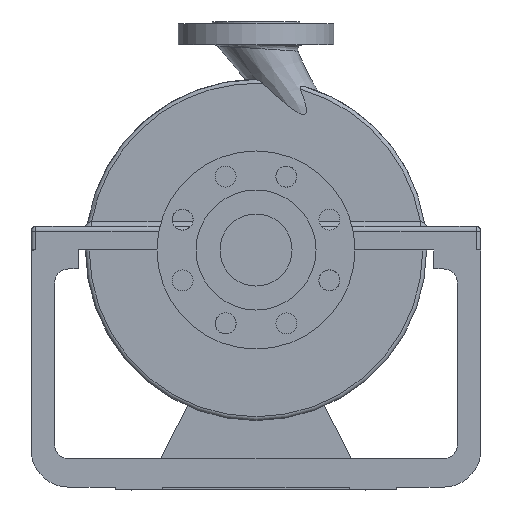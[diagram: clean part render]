
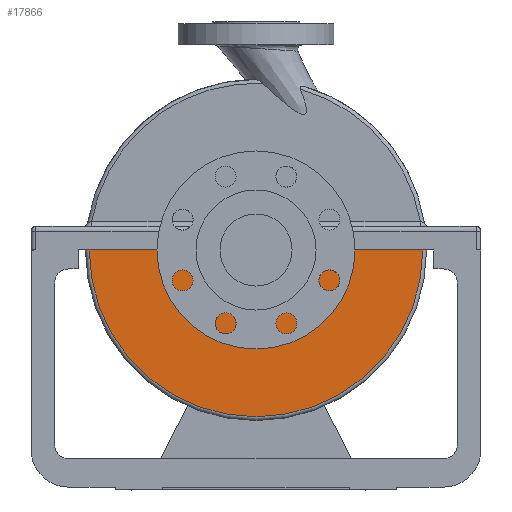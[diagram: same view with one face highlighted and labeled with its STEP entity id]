
A CAD part, front view. The second image highlights one B-rep face of the part: STEP entity #17866.
In plain terms, the highlighted planar face has unit normal (0, -1, 0).
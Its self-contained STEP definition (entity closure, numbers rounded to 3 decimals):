
#1201=CIRCLE('',#18733,176.5);
#1202=CIRCLE('',#18734,67.071);
#1754=ORIENTED_EDGE('',*,*,#5548,.T.);
#1755=ORIENTED_EDGE('',*,*,#5482,.F.);
#1756=ORIENTED_EDGE('',*,*,#5549,.T.);
#1757=ORIENTED_EDGE('',*,*,#5492,.F.);
#5482=EDGE_CURVE('',#7381,#7382,#8538,.T.);
#5492=EDGE_CURVE('',#7391,#7392,#8544,.T.);
#5548=EDGE_CURVE('',#7391,#7382,#1201,.T.);
#5549=EDGE_CURVE('',#7381,#7392,#1202,.F.);
#7381=VERTEX_POINT('',#23297);
#7382=VERTEX_POINT('',#23299);
#7391=VERTEX_POINT('',#23318);
#7392=VERTEX_POINT('',#23320);
#8538=LINE('',#23298,#9323);
#8544=LINE('',#23319,#9329);
#9323=VECTOR('',#19957,1000.);
#9329=VECTOR('',#19973,1000.);
#10148=EDGE_LOOP('',(#1754,#1755,#1756,#1757));
#11063=FACE_BOUND('',#10148,.T.);
#11939=PLANE('',#18732);
#17866=ADVANCED_FACE('',(#11063),#11939,.T.);
#18732=AXIS2_PLACEMENT_3D('',#23734,#20086,#20087);
#18733=AXIS2_PLACEMENT_3D('',#23735,#20088,#20089);
#18734=AXIS2_PLACEMENT_3D('',#23736,#20090,#20091);
#19957=DIRECTION('',(1.,0.,0.));
#19973=DIRECTION('',(1.,0.,0.));
#20086=DIRECTION('',(0.,-1.,0.));
#20087=DIRECTION('',(1.,0.,0.));
#20088=DIRECTION('',(0.,-1.,0.));
#20089=DIRECTION('',(1.,0.,0.));
#20090=DIRECTION('',(0.,-1.,0.));
#20091=DIRECTION('',(1.,0.,0.));
#23297=CARTESIAN_POINT('',(67.071,-28.,0.));
#23298=CARTESIAN_POINT('',(0.,-28.,0.));
#23299=CARTESIAN_POINT('',(176.5,-28.,0.));
#23318=CARTESIAN_POINT('',(-176.5,-28.,0.));
#23319=CARTESIAN_POINT('',(0.,-28.,0.));
#23320=CARTESIAN_POINT('',(-67.071,-28.,0.));
#23734=CARTESIAN_POINT('',(0.,-28.,65.));
#23735=CARTESIAN_POINT('',(0.,-28.,0.));
#23736=CARTESIAN_POINT('',(0.,-28.,0.));
